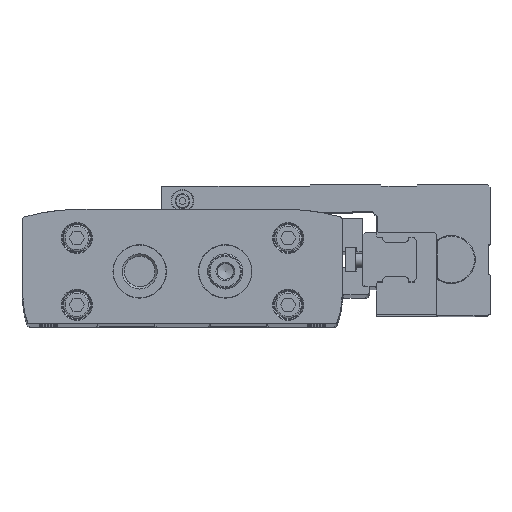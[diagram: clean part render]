
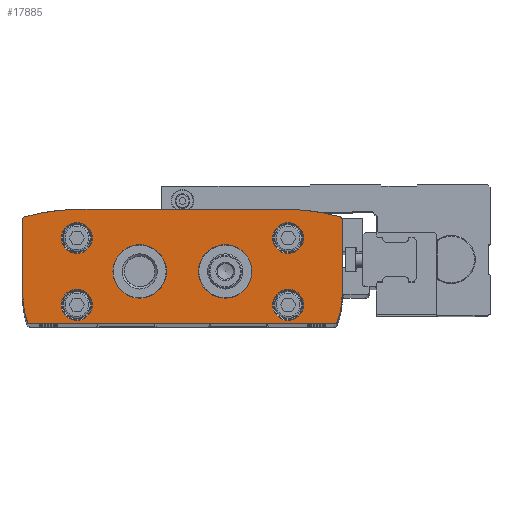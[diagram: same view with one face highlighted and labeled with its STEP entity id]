
A CAD part, top view. The second image highlights one B-rep face of the part: STEP entity #17885.
In plain terms, the highlighted planar face has unit normal (0, 0, 1).
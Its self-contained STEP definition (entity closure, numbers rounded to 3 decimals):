
#765=CIRCLE('',#19180,75.);
#771=CIRCLE('',#19189,75.);
#934=CIRCLE('',#19474,5.8);
#935=CIRCLE('',#19475,5.8);
#936=CIRCLE('',#19476,5.8);
#937=CIRCLE('',#19477,5.8);
#938=CIRCLE('',#19478,10.);
#939=CIRCLE('',#19479,10.);
#940=CIRCLE('',#19480,28.);
#941=CIRCLE('',#19481,1.);
#942=CIRCLE('',#19482,1.);
#943=CIRCLE('',#19483,28.);
#944=CIRCLE('',#19484,1.);
#945=CIRCLE('',#19485,1.);
#2534=ORIENTED_EDGE('',*,*,#7090,.F.);
#2535=ORIENTED_EDGE('',*,*,#7091,.F.);
#2536=ORIENTED_EDGE('',*,*,#7092,.F.);
#2537=ORIENTED_EDGE('',*,*,#7093,.F.);
#2538=ORIENTED_EDGE('',*,*,#7094,.F.);
#2539=ORIENTED_EDGE('',*,*,#7095,.F.);
#2540=ORIENTED_EDGE('',*,*,#7096,.T.);
#2541=ORIENTED_EDGE('',*,*,#7097,.T.);
#2542=ORIENTED_EDGE('',*,*,#7098,.T.);
#2543=ORIENTED_EDGE('',*,*,#6539,.T.);
#2544=ORIENTED_EDGE('',*,*,#7099,.T.);
#2545=ORIENTED_EDGE('',*,*,#7100,.T.);
#2546=ORIENTED_EDGE('',*,*,#7101,.T.);
#2547=ORIENTED_EDGE('',*,*,#7102,.T.);
#2548=ORIENTED_EDGE('',*,*,#6661,.T.);
#2549=ORIENTED_EDGE('',*,*,#7103,.T.);
#2550=ORIENTED_EDGE('',*,*,#6643,.T.);
#2551=ORIENTED_EDGE('',*,*,#7104,.T.);
#6539=EDGE_CURVE('',#8997,#9000,#10788,.T.);
#6643=EDGE_CURVE('',#9093,#9096,#765,.T.);
#6661=EDGE_CURVE('',#9111,#9114,#771,.T.);
#7090=EDGE_CURVE('',#9413,#9413,#934,.T.);
#7091=EDGE_CURVE('',#9414,#9414,#935,.T.);
#7092=EDGE_CURVE('',#9415,#9415,#936,.T.);
#7093=EDGE_CURVE('',#9416,#9416,#937,.T.);
#7094=EDGE_CURVE('',#9417,#9417,#938,.T.);
#7095=EDGE_CURVE('',#9418,#9418,#939,.T.);
#7096=EDGE_CURVE('',#9419,#9420,#11117,.T.);
#7097=EDGE_CURVE('',#9420,#9421,#940,.T.);
#7098=EDGE_CURVE('',#9421,#8997,#941,.T.);
#7099=EDGE_CURVE('',#9000,#9422,#942,.T.);
#7100=EDGE_CURVE('',#9422,#9423,#943,.T.);
#7101=EDGE_CURVE('',#9423,#9424,#11118,.T.);
#7102=EDGE_CURVE('',#9424,#9111,#944,.T.);
#7103=EDGE_CURVE('',#9114,#9093,#11119,.T.);
#7104=EDGE_CURVE('',#9096,#9419,#945,.T.);
#8997=VERTEX_POINT('',#26836);
#9000=VERTEX_POINT('',#26841);
#9093=VERTEX_POINT('',#27056);
#9096=VERTEX_POINT('',#27061);
#9111=VERTEX_POINT('',#27137);
#9114=VERTEX_POINT('',#27142);
#9413=VERTEX_POINT('',#28007);
#9414=VERTEX_POINT('',#28009);
#9415=VERTEX_POINT('',#28011);
#9416=VERTEX_POINT('',#28013);
#9417=VERTEX_POINT('',#28015);
#9418=VERTEX_POINT('',#28017);
#9419=VERTEX_POINT('',#28019);
#9420=VERTEX_POINT('',#28020);
#9421=VERTEX_POINT('',#28022);
#9422=VERTEX_POINT('',#28025);
#9423=VERTEX_POINT('',#28027);
#9424=VERTEX_POINT('',#28029);
#10788=LINE('',#26842,#12298);
#11117=LINE('',#28018,#12627);
#11118=LINE('',#28028,#12628);
#11119=LINE('',#28031,#12629);
#12298=VECTOR('',#21194,1000.);
#12627=VECTOR('',#22253,1000.);
#12628=VECTOR('',#22262,1000.);
#12629=VECTOR('',#22265,1000.);
#13999=EDGE_LOOP('',(#2534));
#14000=EDGE_LOOP('',(#2535));
#14001=EDGE_LOOP('',(#2536));
#14002=EDGE_LOOP('',(#2537));
#14003=EDGE_LOOP('',(#2538));
#14004=EDGE_LOOP('',(#2539));
#14005=EDGE_LOOP('',(#2540,#2541,#2542,#2543,#2544,#2545,#2546,#2547,#2548,
#2549,#2550,#2551));
#15665=FACE_BOUND('',#13999,.T.);
#15666=FACE_BOUND('',#14000,.T.);
#15667=FACE_BOUND('',#14001,.T.);
#15668=FACE_BOUND('',#14002,.T.);
#15669=FACE_BOUND('',#14003,.T.);
#15670=FACE_BOUND('',#14004,.T.);
#15671=FACE_BOUND('',#14005,.T.);
#17233=PLANE('',#19473);
#17885=ADVANCED_FACE('',(#15665,#15666,#15667,#15668,#15669,#15670,#15671),
#17233,.T.);
#19180=AXIS2_PLACEMENT_3D('',#27062,#21383,#21384);
#19189=AXIS2_PLACEMENT_3D('',#27143,#21407,#21408);
#19473=AXIS2_PLACEMENT_3D('',#28005,#22239,#22240);
#19474=AXIS2_PLACEMENT_3D('',#28006,#22241,#22242);
#19475=AXIS2_PLACEMENT_3D('',#28008,#22243,#22244);
#19476=AXIS2_PLACEMENT_3D('',#28010,#22245,#22246);
#19477=AXIS2_PLACEMENT_3D('',#28012,#22247,#22248);
#19478=AXIS2_PLACEMENT_3D('',#28014,#22249,#22250);
#19479=AXIS2_PLACEMENT_3D('',#28016,#22251,#22252);
#19480=AXIS2_PLACEMENT_3D('',#28021,#22254,#22255);
#19481=AXIS2_PLACEMENT_3D('',#28023,#22256,#22257);
#19482=AXIS2_PLACEMENT_3D('',#28024,#22258,#22259);
#19483=AXIS2_PLACEMENT_3D('',#28026,#22260,#22261);
#19484=AXIS2_PLACEMENT_3D('',#28030,#22263,#22264);
#19485=AXIS2_PLACEMENT_3D('',#28032,#22266,#22267);
#21194=DIRECTION('',(1.,0.,0.));
#21383=DIRECTION('',(0.,0.,1.));
#21384=DIRECTION('',(1.,0.,0.));
#21407=DIRECTION('',(0.,0.,1.));
#21408=DIRECTION('',(1.,0.,0.));
#22239=DIRECTION('',(0.,0.,1.));
#22240=DIRECTION('',(1.,0.,0.));
#22241=DIRECTION('',(0.,0.,1.));
#22242=DIRECTION('',(1.,0.,0.));
#22243=DIRECTION('',(0.,0.,1.));
#22244=DIRECTION('',(1.,0.,0.));
#22245=DIRECTION('',(0.,0.,1.));
#22246=DIRECTION('',(1.,0.,0.));
#22247=DIRECTION('',(0.,0.,1.));
#22248=DIRECTION('',(1.,0.,0.));
#22249=DIRECTION('',(0.,0.,1.));
#22250=DIRECTION('',(1.,0.,0.));
#22251=DIRECTION('',(0.,0.,1.));
#22252=DIRECTION('',(1.,0.,0.));
#22253=DIRECTION('',(0.,-1.,0.));
#22254=DIRECTION('',(0.,0.,1.));
#22255=DIRECTION('',(1.,0.,0.));
#22256=DIRECTION('',(0.,0.,1.));
#22257=DIRECTION('',(1.,0.,0.));
#22258=DIRECTION('',(0.,0.,1.));
#22259=DIRECTION('',(1.,0.,0.));
#22260=DIRECTION('',(0.,0.,1.));
#22261=DIRECTION('',(1.,0.,0.));
#22262=DIRECTION('',(0.,1.,0.));
#22263=DIRECTION('',(0.,0.,1.));
#22264=DIRECTION('',(1.,0.,0.));
#22265=DIRECTION('',(-1.,0.,0.));
#22266=DIRECTION('',(0.,0.,1.));
#22267=DIRECTION('',(1.,0.,0.));
#26836=CARTESIAN_POINT('',(-56.974,0.,400.));
#26841=CARTESIAN_POINT('',(56.974,0.,400.));
#26842=CARTESIAN_POINT('',(-56.974,0.,400.));
#27056=CARTESIAN_POINT('',(-38.7,42.7,400.));
#27061=CARTESIAN_POINT('',(-58.97,39.909,400.));
#27062=CARTESIAN_POINT('',(-38.7,-32.3,400.));
#27137=CARTESIAN_POINT('',(58.97,39.909,400.));
#27142=CARTESIAN_POINT('',(38.7,42.7,400.));
#27143=CARTESIAN_POINT('',(38.7,-32.3,400.));
#28005=CARTESIAN_POINT('',(-31.7,10.5,400.));
#28006=CARTESIAN_POINT('',(-39.5,7.,400.));
#28007=CARTESIAN_POINT('',(-33.7,7.,400.));
#28008=CARTESIAN_POINT('',(-39.5,32.,400.));
#28009=CARTESIAN_POINT('',(-33.7,32.,400.));
#28010=CARTESIAN_POINT('',(39.5,32.,400.));
#28011=CARTESIAN_POINT('',(45.3,32.,400.));
#28012=CARTESIAN_POINT('',(39.5,7.,400.));
#28013=CARTESIAN_POINT('',(45.3,7.,400.));
#28014=CARTESIAN_POINT('',(-16.,19.5,400.));
#28015=CARTESIAN_POINT('',(-6.,19.5,400.));
#28016=CARTESIAN_POINT('',(16.,19.5,400.));
#28017=CARTESIAN_POINT('',(26.,19.5,400.));
#28018=CARTESIAN_POINT('',(-59.7,38.946,400.));
#28019=CARTESIAN_POINT('',(-59.7,38.946,400.));
#28020=CARTESIAN_POINT('',(-59.7,10.5,400.));
#28021=CARTESIAN_POINT('',(-31.7,10.5,400.));
#28022=CARTESIAN_POINT('',(-57.91,0.648,400.));
#28023=CARTESIAN_POINT('',(-56.974,1.,400.));
#28024=CARTESIAN_POINT('',(56.974,1.,400.));
#28025=CARTESIAN_POINT('',(57.91,0.648,400.));
#28026=CARTESIAN_POINT('',(31.7,10.5,400.));
#28027=CARTESIAN_POINT('',(59.7,10.5,400.));
#28028=CARTESIAN_POINT('',(59.7,10.5,400.));
#28029=CARTESIAN_POINT('',(59.7,38.946,400.));
#28030=CARTESIAN_POINT('',(58.7,38.946,400.));
#28031=CARTESIAN_POINT('',(38.7,42.7,400.));
#28032=CARTESIAN_POINT('',(-58.7,38.946,400.));
